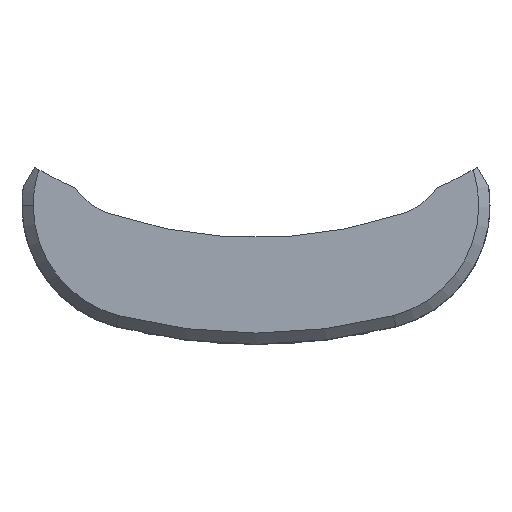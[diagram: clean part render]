
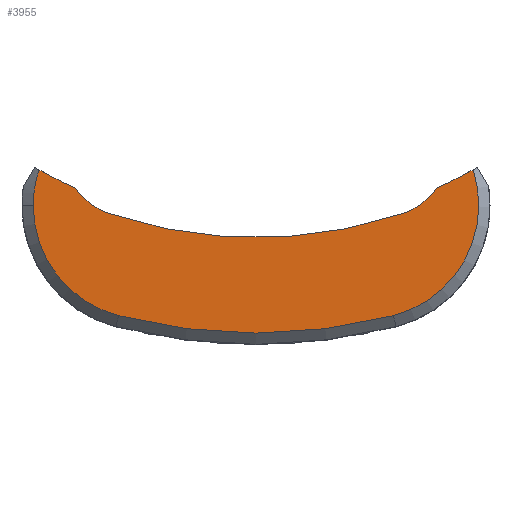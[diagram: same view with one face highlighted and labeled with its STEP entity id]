
A CAD part, top view. The second image highlights one B-rep face of the part: STEP entity #3955.
In plain terms, the highlighted planar face has unit normal (0, 0, 1).
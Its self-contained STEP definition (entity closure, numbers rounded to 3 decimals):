
#11 = VERTEX_POINT ( 'NONE', #6138 ) ;
#112 = DIRECTION ( 'NONE',  ( 1., 0., 0. ) ) ;
#256 = EDGE_CURVE ( 'NONE', #11, #4622, #458, .T. ) ;
#277 = DIRECTION ( 'NONE',  ( 0., 0., 1. ) ) ;
#304 = EDGE_CURVE ( 'NONE', #2627, #2472, #932, .T. ) ;
#430 = VERTEX_POINT ( 'NONE', #1129 ) ;
#447 = CARTESIAN_POINT ( 'NONE',  ( 11.258, -32.611, 11. ) ) ;
#458 = CIRCLE ( 'NONE', #2941, 10.166 ) ;
#467 = ORIENTED_EDGE ( 'NONE', *, *, #4986, .F. ) ;
#691 = ORIENTED_EDGE ( 'NONE', *, *, #729, .T. ) ;
#696 = AXIS2_PLACEMENT_3D ( 'NONE', #6511, #4144, #2502 ) ;
#729 = EDGE_CURVE ( 'NONE', #2472, #2349, #4239, .T. ) ;
#835 = CARTESIAN_POINT ( 'NONE',  ( 0., 0., 11. ) ) ;
#873 = CIRCLE ( 'NONE', #1585, 6. ) ;
#932 = CIRCLE ( 'NONE', #696, 49. ) ;
#968 = CIRCLE ( 'NONE', #2505, 6. ) ;
#1129 = CARTESIAN_POINT ( 'NONE',  ( 13.216, -38.283, 11. ) ) ;
#1393 = ORIENTED_EDGE ( 'NONE', *, *, #2992, .F. ) ;
#1434 = CARTESIAN_POINT ( 'NONE',  ( -9.709, -37.601, 11. ) ) ;
#1494 = AXIS2_PLACEMENT_3D ( 'NONE', #6561, #6600, #4304 ) ;
#1495 = DIRECTION ( 'NONE',  ( 1., 0., 0. ) ) ;
#1498 = DIRECTION ( 'NONE',  ( 1., 0., 0. ) ) ;
#1536 = EDGE_LOOP ( 'NONE', ( #3669, #5774, #4326, #5579, #691, #6182, #1393, #7125, #467 ) ) ;
#1585 = AXIS2_PLACEMENT_3D ( 'NONE', #447, #2711, #4964 ) ;
#1630 = CARTESIAN_POINT ( 'NONE',  ( 0., 0., 11. ) ) ;
#1715 = CARTESIAN_POINT ( 'NONE',  ( -12.25, -47.444, 11. ) ) ;
#1981 = CARTESIAN_POINT ( 'NONE',  ( 0., 0., 11. ) ) ;
#2020 = DIRECTION ( 'NONE',  ( 0., 0., -1. ) ) ;
#2332 = DIRECTION ( 'NONE',  ( 0., 0., 1. ) ) ;
#2349 = VERTEX_POINT ( 'NONE', #3328 ) ;
#2411 = AXIS2_PLACEMENT_3D ( 'NONE', #835, #2020, #6535 ) ;
#2472 = VERTEX_POINT ( 'NONE', #6738 ) ;
#2502 = DIRECTION ( 'NONE',  ( 1., 0., 0. ) ) ;
#2505 = AXIS2_PLACEMENT_3D ( 'NONE', #5145, #2332, #112 ) ;
#2627 = VERTEX_POINT ( 'NONE', #1715 ) ;
#2711 = DIRECTION ( 'NONE',  ( 0., 0., 1. ) ) ;
#2780 = FACE_OUTER_BOUND ( 'NONE', #1536, .T. ) ;
#2823 = AXIS2_PLACEMENT_3D ( 'NONE', #4309, #6564, #5043 ) ;
#2941 = AXIS2_PLACEMENT_3D ( 'NONE', #1434, #4211, #6954 ) ;
#2992 = EDGE_CURVE ( 'NONE', #430, #3291, #873, .T. ) ;
#3263 = EDGE_CURVE ( 'NONE', #6368, #11, #6796, .T. ) ;
#3291 = VERTEX_POINT ( 'NONE', #4902 ) ;
#3328 = CARTESIAN_POINT ( 'NONE',  ( 19.366, -34.427, 11. ) ) ;
#3669 = ORIENTED_EDGE ( 'NONE', *, *, #3263, .T. ) ;
#3837 = CARTESIAN_POINT ( 'NONE',  ( -13.216, -38.283, 11. ) ) ;
#3883 = DIRECTION ( 'NONE',  ( 0., 0., 1. ) ) ;
#3955 = ADVANCED_FACE ( 'NONE', ( #2780 ), #6704, .T. ) ;
#4084 = AXIS2_PLACEMENT_3D ( 'NONE', #5878, #277, #1498 ) ;
#4144 = DIRECTION ( 'NONE',  ( 0., 0., 1. ) ) ;
#4211 = DIRECTION ( 'NONE',  ( 0., 0., 1. ) ) ;
#4239 = CIRCLE ( 'NONE', #2823, 10.166 ) ;
#4304 = DIRECTION ( 'NONE',  ( 1., 0., 0. ) ) ;
#4309 = CARTESIAN_POINT ( 'NONE',  ( 9.709, -37.601, 11. ) ) ;
#4326 = ORIENTED_EDGE ( 'NONE', *, *, #5817, .T. ) ;
#4339 = VERTEX_POINT ( 'NONE', #3837 ) ;
#4622 = VERTEX_POINT ( 'NONE', #5537 ) ;
#4780 = AXIS2_PLACEMENT_3D ( 'NONE', #1981, #6533, #1495 ) ;
#4901 = AXIS2_PLACEMENT_3D ( 'NONE', #1630, #3883, #6154 ) ;
#4902 = CARTESIAN_POINT ( 'NONE',  ( 16.189, -36.03, 11. ) ) ;
#4964 = DIRECTION ( 'NONE',  ( 1., 0., 0. ) ) ;
#4986 = EDGE_CURVE ( 'NONE', #6368, #4339, #968, .T. ) ;
#5043 = DIRECTION ( 'NONE',  ( 1., 0., 0. ) ) ;
#5136 = CIRCLE ( 'NONE', #4084, 40.5 ) ;
#5145 = CARTESIAN_POINT ( 'NONE',  ( -11.258, -32.611, 11. ) ) ;
#5163 = CARTESIAN_POINT ( 'NONE',  ( -16.189, -36.03, 11. ) ) ;
#5228 = EDGE_CURVE ( 'NONE', #2349, #3291, #6678, .T. ) ;
#5255 = EDGE_CURVE ( 'NONE', #4339, #430, #5136, .T. ) ;
#5280 = CIRCLE ( 'NONE', #1494, 10.166 ) ;
#5537 = CARTESIAN_POINT ( 'NONE',  ( -19.874, -37.601, 11. ) ) ;
#5579 = ORIENTED_EDGE ( 'NONE', *, *, #304, .T. ) ;
#5774 = ORIENTED_EDGE ( 'NONE', *, *, #256, .T. ) ;
#5817 = EDGE_CURVE ( 'NONE', #4622, #2627, #5280, .T. ) ;
#5878 = CARTESIAN_POINT ( 'NONE',  ( 0., 0., 11. ) ) ;
#6138 = CARTESIAN_POINT ( 'NONE',  ( -19.366, -34.427, 11. ) ) ;
#6154 = DIRECTION ( 'NONE',  ( 1., 0., 0. ) ) ;
#6182 = ORIENTED_EDGE ( 'NONE', *, *, #5228, .T. ) ;
#6368 = VERTEX_POINT ( 'NONE', #5163 ) ;
#6511 = CARTESIAN_POINT ( 'NONE',  ( 0., 0., 11. ) ) ;
#6533 = DIRECTION ( 'NONE',  ( 0., 0., -1. ) ) ;
#6535 = DIRECTION ( 'NONE',  ( 1., 0., 0. ) ) ;
#6561 = CARTESIAN_POINT ( 'NONE',  ( -9.709, -37.601, 11. ) ) ;
#6564 = DIRECTION ( 'NONE',  ( 0., 0., 1. ) ) ;
#6600 = DIRECTION ( 'NONE',  ( 0., 0., 1. ) ) ;
#6678 = CIRCLE ( 'NONE', #2411, 39.5 ) ;
#6704 = PLANE ( 'NONE',  #4901 ) ;
#6738 = CARTESIAN_POINT ( 'NONE',  ( 12.25, -47.444, 11. ) ) ;
#6796 = CIRCLE ( 'NONE', #4780, 39.5 ) ;
#6954 = DIRECTION ( 'NONE',  ( 1., 0., 0. ) ) ;
#7125 = ORIENTED_EDGE ( 'NONE', *, *, #5255, .F. ) ;
